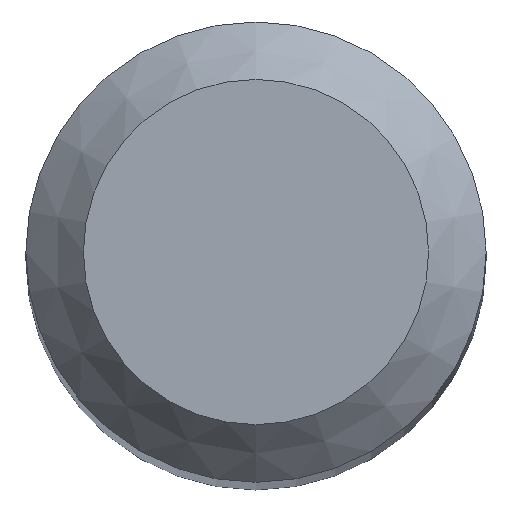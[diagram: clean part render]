
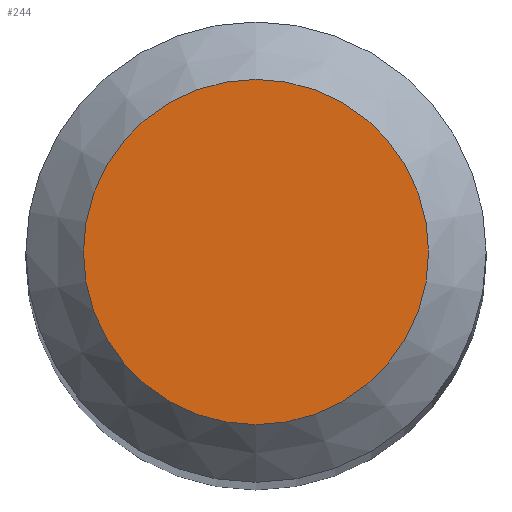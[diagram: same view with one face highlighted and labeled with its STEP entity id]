
A CAD part, top view. The second image highlights one B-rep face of the part: STEP entity #244.
In plain terms, the highlighted planar face has unit normal (0, 0, 1).
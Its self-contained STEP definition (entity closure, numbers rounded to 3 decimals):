
#30 = PLANE ( 'NONE',  #195 ) ;
#42 = DIRECTION ( 'NONE',  ( 0., 0., -1. ) ) ;
#48 = CARTESIAN_POINT ( 'NONE',  ( 0., 1.5, 62. ) ) ;
#67 = VERTEX_POINT ( 'NONE', #48 ) ;
#92 = ORIENTED_EDGE ( 'NONE', *, *, #149, .F. ) ;
#111 = FACE_OUTER_BOUND ( 'NONE', #143, .T. ) ;
#143 = EDGE_LOOP ( 'NONE', ( #92 ) ) ;
#149 = EDGE_CURVE ( 'NONE', #67, #67, #169, .T. ) ;
#154 = DIRECTION ( 'NONE',  ( 0., 0., -1. ) ) ;
#169 = CIRCLE ( 'NONE', #175, 1.5 ) ;
#175 = AXIS2_PLACEMENT_3D ( 'NONE', #233, #42, #218 ) ;
#195 = AXIS2_PLACEMENT_3D ( 'NONE', #236, #154, #239 ) ;
#218 = DIRECTION ( 'NONE',  ( 0., 1., 0. ) ) ;
#233 = CARTESIAN_POINT ( 'NONE',  ( 0., 0., 62. ) ) ;
#236 = CARTESIAN_POINT ( 'NONE',  ( 0., 0., 62. ) ) ;
#239 = DIRECTION ( 'NONE',  ( 0., 1., 0. ) ) ;
#244 = ADVANCED_FACE ( 'NONE', ( #111 ), #30, .F. ) ;
